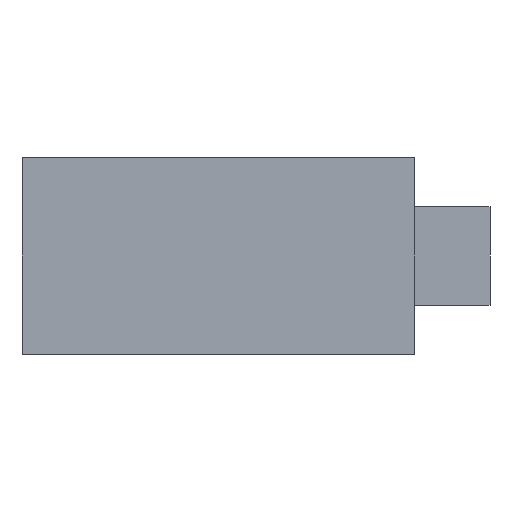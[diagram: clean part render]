
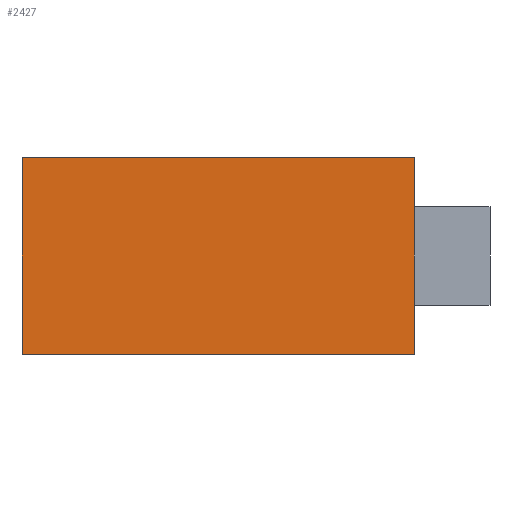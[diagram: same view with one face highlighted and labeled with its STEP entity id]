
A CAD part, left-side view. The second image highlights one B-rep face of the part: STEP entity #2427.
In plain terms, the highlighted planar face has unit normal (-1, 0, 0).
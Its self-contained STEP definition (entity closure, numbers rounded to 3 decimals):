
#487 = FACE_OUTER_BOUND ( 'NONE', #1310, .T. ) ;
#506 = VERTEX_POINT ( 'NONE', #1482 ) ;
#898 = CARTESIAN_POINT ( 'NONE',  ( -44., 15.2, -6.5 ) ) ;
#1267 = VERTEX_POINT ( 'NONE', #4745 ) ;
#1310 = EDGE_LOOP ( 'NONE', ( #2343, #2223, #2154, #2022 ) ) ;
#1482 = CARTESIAN_POINT ( 'NONE',  ( -44., 15.2, 6.5 ) ) ;
#1683 = LINE ( 'NONE', #3476, #3753 ) ;
#1697 = VECTOR ( 'NONE', #4199, 1000. ) ;
#1880 = VECTOR ( 'NONE', #3970, 1000. ) ;
#2022 = ORIENTED_EDGE ( 'NONE', *, *, #3676, .T. ) ;
#2154 = ORIENTED_EDGE ( 'NONE', *, *, #3506, .F. ) ;
#2223 = ORIENTED_EDGE ( 'NONE', *, *, #3558, .F. ) ;
#2238 = DIRECTION ( 'NONE',  ( 0., 0., -1. ) ) ;
#2243 = DIRECTION ( 'NONE',  ( 1., 0., 0. ) ) ;
#2245 = PLANE ( 'NONE',  #4575 ) ;
#2286 = CARTESIAN_POINT ( 'NONE',  ( -44., 10.7, 6.5 ) ) ;
#2343 = ORIENTED_EDGE ( 'NONE', *, *, #3619, .T. ) ;
#2427 = ADVANCED_FACE ( 'NONE', ( #487 ), #2245, .F. ) ;
#3384 = DIRECTION ( 'NONE',  ( 0., 0., -1. ) ) ;
#3476 = CARTESIAN_POINT ( 'NONE',  ( -44., 15.2, 6.5 ) ) ;
#3506 = EDGE_CURVE ( 'NONE', #506, #3606, #3866, .T. ) ;
#3557 = VECTOR ( 'NONE', #3607, 1000. ) ;
#3558 = EDGE_CURVE ( 'NONE', #3606, #1267, #4816, .T. ) ;
#3606 = VERTEX_POINT ( 'NONE', #3713 ) ;
#3607 = DIRECTION ( 'NONE',  ( 0., -1., 0. ) ) ;
#3619 = EDGE_CURVE ( 'NONE', #4851, #1267, #4486, .T. ) ;
#3675 = CARTESIAN_POINT ( 'NONE',  ( -44., 10.7, -6.5 ) ) ;
#3676 = EDGE_CURVE ( 'NONE', #506, #4851, #1683, .T. ) ;
#3713 = CARTESIAN_POINT ( 'NONE',  ( -44., -10.7, 6.5 ) ) ;
#3753 = VECTOR ( 'NONE', #3384, 1000. ) ;
#3865 = CARTESIAN_POINT ( 'NONE',  ( -44., -10.7, 6.5 ) ) ;
#3866 = LINE ( 'NONE', #4088, #1697 ) ;
#3970 = DIRECTION ( 'NONE',  ( 0., 0., -1. ) ) ;
#4088 = CARTESIAN_POINT ( 'NONE',  ( -44., 10.7, 6.5 ) ) ;
#4199 = DIRECTION ( 'NONE',  ( 0., -1., 0. ) ) ;
#4486 = LINE ( 'NONE', #3675, #3557 ) ;
#4575 = AXIS2_PLACEMENT_3D ( 'NONE', #2286, #2243, #2238 ) ;
#4745 = CARTESIAN_POINT ( 'NONE',  ( -44., -10.7, -6.5 ) ) ;
#4816 = LINE ( 'NONE', #3865, #1880 ) ;
#4851 = VERTEX_POINT ( 'NONE', #898 ) ;
